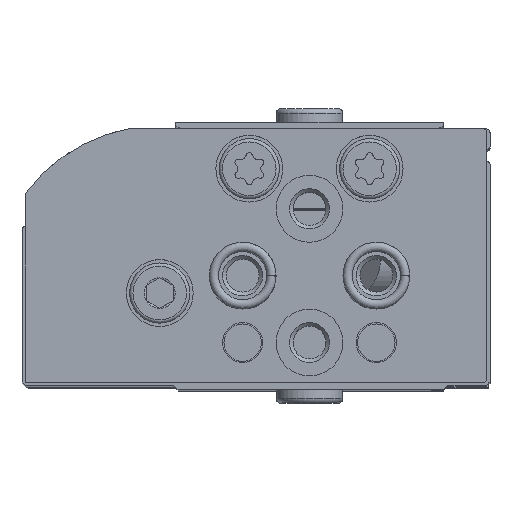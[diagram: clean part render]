
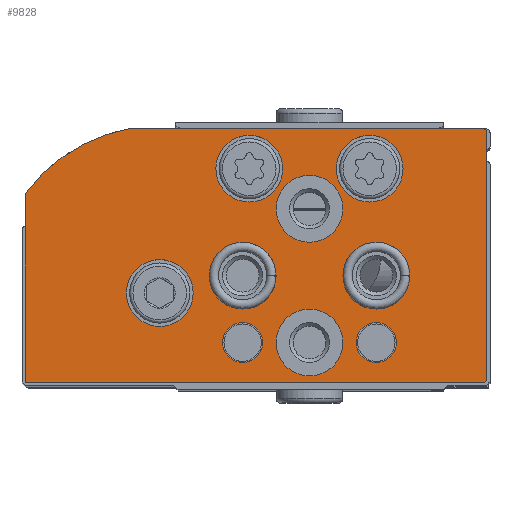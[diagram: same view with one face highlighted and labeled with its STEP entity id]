
A CAD part, top view. The second image highlights one B-rep face of the part: STEP entity #9828.
In plain terms, the highlighted face is planar.
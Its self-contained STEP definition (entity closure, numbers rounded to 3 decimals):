
#1056=LINE('',#17033,#1818);
#1060=LINE('',#17043,#1822);
#1062=LINE('',#17047,#1824);
#1065=LINE('',#17055,#1827);
#1818=VECTOR('',#13743,1000.);
#1822=VECTOR('',#13753,1000.);
#1824=VECTOR('',#13757,1000.);
#1827=VECTOR('',#13766,1000.);
#3878=ORIENTED_EDGE('',*,*,#5636,.T.);
#3879=ORIENTED_EDGE('',*,*,#5637,.T.);
#3880=ORIENTED_EDGE('',*,*,#5638,.T.);
#3881=ORIENTED_EDGE('',*,*,#5639,.T.);
#3882=ORIENTED_EDGE('',*,*,#5640,.T.);
#3883=ORIENTED_EDGE('',*,*,#5641,.T.);
#3884=ORIENTED_EDGE('',*,*,#5642,.T.);
#3885=ORIENTED_EDGE('',*,*,#5643,.T.);
#3886=ORIENTED_EDGE('',*,*,#5644,.T.);
#3887=ORIENTED_EDGE('',*,*,#5621,.F.);
#3888=ORIENTED_EDGE('',*,*,#5635,.F.);
#3889=ORIENTED_EDGE('',*,*,#5632,.F.);
#3890=ORIENTED_EDGE('',*,*,#5630,.F.);
#3891=ORIENTED_EDGE('',*,*,#5628,.F.);
#3892=ORIENTED_EDGE('',*,*,#5626,.F.);
#3893=ORIENTED_EDGE('',*,*,#5624,.F.);
#5621=EDGE_CURVE('',#6691,#6692,#1056,.T.);
#5624=EDGE_CURVE('',#6692,#6693,#7233,.T.);
#5626=EDGE_CURVE('',#6693,#6694,#1060,.T.);
#5628=EDGE_CURVE('',#6694,#6695,#1062,.T.);
#5630=EDGE_CURVE('',#6695,#6696,#7234,.T.);
#5632=EDGE_CURVE('',#6696,#6697,#1065,.T.);
#5635=EDGE_CURVE('',#6697,#6691,#7235,.T.);
#5636=EDGE_CURVE('',#6698,#6698,#7236,.T.);
#5637=EDGE_CURVE('',#6699,#6699,#7237,.T.);
#5638=EDGE_CURVE('',#6700,#6700,#7238,.T.);
#5639=EDGE_CURVE('',#6701,#6701,#7239,.T.);
#5640=EDGE_CURVE('',#6702,#6702,#7240,.T.);
#5641=EDGE_CURVE('',#6703,#6703,#7241,.T.);
#5642=EDGE_CURVE('',#6704,#6704,#7242,.T.);
#5643=EDGE_CURVE('',#6705,#6705,#7243,.T.);
#5644=EDGE_CURVE('',#6706,#6706,#7244,.T.);
#6691=VERTEX_POINT('',#17034);
#6692=VERTEX_POINT('',#17035);
#6693=VERTEX_POINT('',#17040);
#6694=VERTEX_POINT('',#17044);
#6695=VERTEX_POINT('',#17048);
#6696=VERTEX_POINT('',#17052);
#6697=VERTEX_POINT('',#17056);
#6698=VERTEX_POINT('',#17063);
#6699=VERTEX_POINT('',#17065);
#6700=VERTEX_POINT('',#17067);
#6701=VERTEX_POINT('',#17069);
#6702=VERTEX_POINT('',#17071);
#6703=VERTEX_POINT('',#17073);
#6704=VERTEX_POINT('',#17075);
#6705=VERTEX_POINT('',#17077);
#6706=VERTEX_POINT('',#17079);
#7233=CIRCLE('',#11287,0.3);
#7234=CIRCLE('',#11291,12.5);
#7235=CIRCLE('',#11294,0.3);
#7236=CIRCLE('',#11296,2.5);
#7237=CIRCLE('',#11297,1.5);
#7238=CIRCLE('',#11298,2.5);
#7239=CIRCLE('',#11299,1.5);
#7240=CIRCLE('',#11300,2.5);
#7241=CIRCLE('',#11301,2.5);
#7242=CIRCLE('',#11302,2.5);
#7243=CIRCLE('',#11303,2.5);
#7244=CIRCLE('',#11304,2.5);
#7956=EDGE_LOOP('',(#3878));
#7957=EDGE_LOOP('',(#3879));
#7958=EDGE_LOOP('',(#3880));
#7959=EDGE_LOOP('',(#3881));
#7960=EDGE_LOOP('',(#3882));
#7961=EDGE_LOOP('',(#3883));
#7962=EDGE_LOOP('',(#3884));
#7963=EDGE_LOOP('',(#3885));
#7964=EDGE_LOOP('',(#3886));
#7965=EDGE_LOOP('',(#3887,#3888,#3889,#3890,#3891,#3892,#3893));
#8813=FACE_BOUND('',#7956,.T.);
#8814=FACE_BOUND('',#7957,.T.);
#8815=FACE_BOUND('',#7958,.T.);
#8816=FACE_BOUND('',#7959,.T.);
#8817=FACE_BOUND('',#7960,.T.);
#8818=FACE_BOUND('',#7961,.T.);
#8819=FACE_BOUND('',#7962,.T.);
#8820=FACE_BOUND('',#7963,.T.);
#8821=FACE_BOUND('',#7964,.T.);
#8822=FACE_BOUND('',#7965,.T.);
#9347=PLANE('',#11295);
#9828=ADVANCED_FACE('',(#8813,#8814,#8815,#8816,#8817,#8818,#8819,#8820,
#8821,#8822),#9347,.F.);
#11287=AXIS2_PLACEMENT_3D('',#17039,#13748,#13749);
#11291=AXIS2_PLACEMENT_3D('',#17051,#13761,#13762);
#11294=AXIS2_PLACEMENT_3D('',#17060,#13771,#13772);
#11295=AXIS2_PLACEMENT_3D('',#17061,#13773,#13774);
#11296=AXIS2_PLACEMENT_3D('',#17062,#13775,#13776);
#11297=AXIS2_PLACEMENT_3D('',#17064,#13777,#13778);
#11298=AXIS2_PLACEMENT_3D('',#17066,#13779,#13780);
#11299=AXIS2_PLACEMENT_3D('',#17068,#13781,#13782);
#11300=AXIS2_PLACEMENT_3D('',#17070,#13783,#13784);
#11301=AXIS2_PLACEMENT_3D('',#17072,#13785,#13786);
#11302=AXIS2_PLACEMENT_3D('',#17074,#13787,#13788);
#11303=AXIS2_PLACEMENT_3D('',#17076,#13789,#13790);
#11304=AXIS2_PLACEMENT_3D('',#17078,#13791,#13792);
#13743=DIRECTION('',(0.,-1.,0.));
#13748=DIRECTION('',(0.,0.,1.));
#13749=DIRECTION('',(1.,0.,0.));
#13753=DIRECTION('',(1.,0.,0.));
#13757=DIRECTION('',(0.,1.,0.));
#13761=DIRECTION('',(0.,0.,1.));
#13762=DIRECTION('',(1.,0.,0.));
#13766=DIRECTION('',(-1.,0.,0.));
#13771=DIRECTION('',(0.,0.,1.));
#13772=DIRECTION('',(1.,0.,0.));
#13773=DIRECTION('',(0.,0.,1.));
#13774=DIRECTION('',(1.,0.,0.));
#13775=DIRECTION('',(0.,0.,1.));
#13776=DIRECTION('',(1.,0.,0.));
#13777=DIRECTION('',(0.,0.,1.));
#13778=DIRECTION('',(1.,0.,0.));
#13779=DIRECTION('',(0.,0.,1.));
#13780=DIRECTION('',(1.,0.,0.));
#13781=DIRECTION('',(0.,0.,1.));
#13782=DIRECTION('',(1.,0.,0.));
#13783=DIRECTION('',(0.,0.,1.));
#13784=DIRECTION('',(1.,0.,0.));
#13785=DIRECTION('',(0.,0.,1.));
#13786=DIRECTION('',(1.,0.,0.));
#13787=DIRECTION('',(0.,0.,1.));
#13788=DIRECTION('',(1.,0.,0.));
#13789=DIRECTION('',(0.,0.,1.));
#13790=DIRECTION('',(1.,0.,0.));
#13791=DIRECTION('',(0.,0.,1.));
#13792=DIRECTION('',(1.,0.,0.));
#17033=CARTESIAN_POINT('',(0.,18.7,0.));
#17034=CARTESIAN_POINT('',(0.,18.7,0.));
#17035=CARTESIAN_POINT('',(0.,0.3,0.));
#17039=CARTESIAN_POINT('',(0.3,0.3,0.));
#17040=CARTESIAN_POINT('',(0.3,0.,0.));
#17043=CARTESIAN_POINT('',(0.3,0.,0.));
#17044=CARTESIAN_POINT('',(34.5,0.,0.));
#17047=CARTESIAN_POINT('',(34.5,0.,0.));
#17048=CARTESIAN_POINT('',(34.5,14.133,0.));
#17051=CARTESIAN_POINT('',(24.45,6.7,0.));
#17052=CARTESIAN_POINT('',(26.677,19.,0.));
#17055=CARTESIAN_POINT('',(26.677,19.,0.));
#17056=CARTESIAN_POINT('',(0.3,19.,0.));
#17060=CARTESIAN_POINT('',(0.3,18.7,0.));
#17061=CARTESIAN_POINT('',(0.3,0.3,0.));
#17062=CARTESIAN_POINT('',(24.45,6.7,0.));
#17063=CARTESIAN_POINT('',(26.95,6.7,0.));
#17064=CARTESIAN_POINT('',(8.25,3.,0.));
#17065=CARTESIAN_POINT('',(9.75,3.,0.));
#17066=CARTESIAN_POINT('',(13.25,3.,0.));
#17067=CARTESIAN_POINT('',(15.75,3.,0.));
#17068=CARTESIAN_POINT('',(18.25,3.,0.));
#17069=CARTESIAN_POINT('',(19.75,3.,0.));
#17070=CARTESIAN_POINT('',(18.25,8.,0.));
#17071=CARTESIAN_POINT('',(20.75,8.,0.));
#17072=CARTESIAN_POINT('',(8.25,8.,0.));
#17073=CARTESIAN_POINT('',(10.75,8.,0.));
#17074=CARTESIAN_POINT('',(13.25,13.,0.));
#17075=CARTESIAN_POINT('',(15.75,13.,0.));
#17076=CARTESIAN_POINT('',(8.75,16.,0.));
#17077=CARTESIAN_POINT('',(11.25,16.,0.));
#17078=CARTESIAN_POINT('',(17.75,16.,0.));
#17079=CARTESIAN_POINT('',(20.25,16.,0.));
